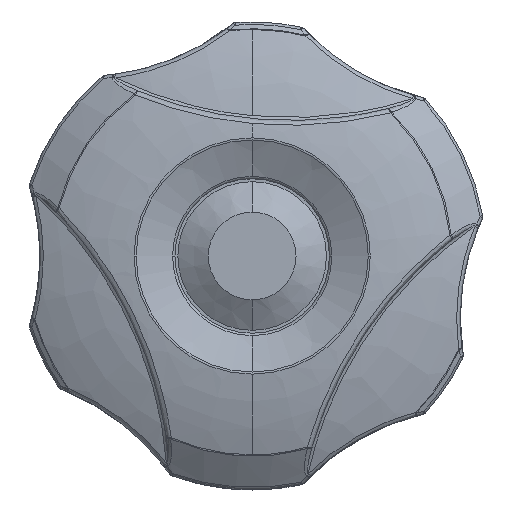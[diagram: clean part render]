
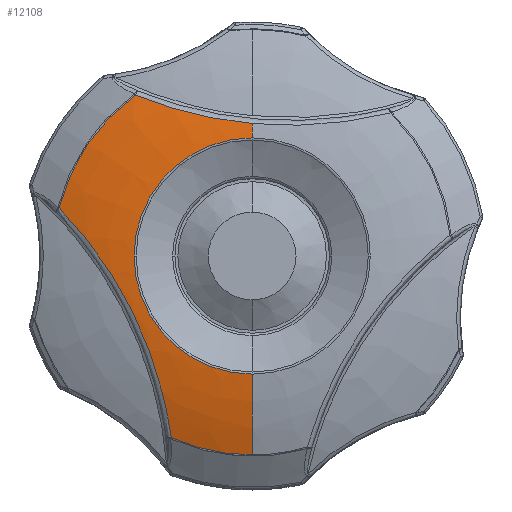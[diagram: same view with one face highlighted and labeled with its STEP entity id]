
A CAD part, left-side view. The second image highlights one B-rep face of the part: STEP entity #12108.
In plain terms, the highlighted toroidal (fillet/blend) face has major radius 6.511 mm and minor radius 30.6 mm.
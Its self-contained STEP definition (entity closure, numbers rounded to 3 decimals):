
#192 = DIRECTION ( 'NONE',  ( 0., 0., -1. ) ) ;
#226 = VERTEX_POINT ( 'NONE', #15461 ) ;
#390 = CARTESIAN_POINT ( 'NONE',  ( -19.949, 16.495, 4.114 ) ) ;
#499 = AXIS2_PLACEMENT_3D ( 'NONE', #5363, #10972, #192 ) ;
#761 = CIRCLE ( 'NONE', #9132, 10.093 ) ;
#772 = DIRECTION ( 'NONE',  ( 0., 0., 1. ) ) ;
#849 = AXIS2_PLACEMENT_3D ( 'NONE', #4803, #7543, #14780 ) ;
#1086 = AXIS2_PLACEMENT_3D ( 'NONE', #14505, #17261, #13749 ) ;
#1146 = B_SPLINE_CURVE_WITH_KNOTS ( 'NONE', 3,
 ( #390, #3212, #3797, #3627, #2448, #7802, #13340, #9238, #16198, #10493, #7975, #16017, #13518, #6509, #8073, #16109, #8830, #14360 ),
 .UNSPECIFIED., .F., .F.,
 ( 4, 2, 2, 2, 2, 2, 2, 2, 4 ),
 ( 0., 0.003, 0.006, 0.008, 0.011, 0.014, 0.017, 0.02, 0.023 ),
 .UNSPECIFIED. ) ;
#1526 = CARTESIAN_POINT ( 'NONE',  ( -21.424, 0., 11.318 ) ) ;
#1620 = CARTESIAN_POINT ( 'NONE',  ( -20.796, 6.794, 12.626 ) ) ;
#1843 = CARTESIAN_POINT ( 'NONE',  ( -19.949, 0., -17.001 ) ) ;
#2050 = CARTESIAN_POINT ( 'NONE',  ( 8.796, 0., 0. ) ) ;
#2259 = CARTESIAN_POINT ( 'NONE',  ( -21.593, 0., -10.093 ) ) ;
#2345 = CARTESIAN_POINT ( 'NONE',  ( -21.593, 0., 0. ) ) ;
#2369 = TOROIDAL_SURFACE ( 'NONE', #4667, 6.511, 30.6 ) ;
#2448 = CARTESIAN_POINT ( 'NONE',  ( -20.997, 13.518, 0.62 ) ) ;
#2589 = AXIS2_PLACEMENT_3D ( 'NONE', #15094, #2702, #17504 ) ;
#2667 = ORIENTED_EDGE ( 'NONE', *, *, #6573, .T. ) ;
#2702 = DIRECTION ( 'NONE',  ( 0., 1., 0. ) ) ;
#2803 = CARTESIAN_POINT ( 'NONE',  ( -21.424, 0., 11.318 ) ) ;
#2888 = CARTESIAN_POINT ( 'NONE',  ( -21.411, 0.863, 11.398 ) ) ;
#2997 = DIRECTION ( 'NONE',  ( 1., 0., 0. ) ) ;
#3212 = CARTESIAN_POINT ( 'NONE',  ( -20.229, 15.869, 3.464 ) ) ;
#3240 = VERTEX_POINT ( 'NONE', #3733 ) ;
#3542 = VERTEX_POINT ( 'NONE', #11123 ) ;
#3609 = DIRECTION ( 'NONE',  ( 0., -1., 0. ) ) ;
#3627 = CARTESIAN_POINT ( 'NONE',  ( -20.846, 14.087, 1.364 ) ) ;
#3733 = CARTESIAN_POINT ( 'NONE',  ( -19.949, 6.914, -15.532 ) ) ;
#3797 = CARTESIAN_POINT ( 'NONE',  ( -20.462, 15.261, 2.784 ) ) ;
#4667 = AXIS2_PLACEMENT_3D ( 'NONE', #2050, #13032, #772 ) ;
#4670 = EDGE_LOOP ( 'NONE', ( #13252, #10069, #16558, #8231, #9562, #2667, #13963, #14083 ) ) ;
#4803 = CARTESIAN_POINT ( 'NONE',  ( 8.796, 0., 6.511 ) ) ;
#5363 = CARTESIAN_POINT ( 'NONE',  ( -19.949, 0., 0. ) ) ;
#5765 = CARTESIAN_POINT ( 'NONE',  ( -19.949, 9.994, 13.753 ) ) ;
#6004 = EDGE_CURVE ( 'NONE', #11065, #10672, #8631, .T. ) ;
#6194 = FACE_OUTER_BOUND ( 'NONE', #4670, .T. ) ;
#6509 = CARTESIAN_POINT ( 'NONE',  ( -20.996, 7.831, -11.044 ) ) ;
#6534 = CARTESIAN_POINT ( 'NONE',  ( -21.593, 10.093, 0. ) ) ;
#6573 = EDGE_CURVE ( 'NONE', #11065, #3542, #15857, .T. ) ;
#6599 = AXIS2_PLACEMENT_3D ( 'NONE', #15384, #2997, #12707 ) ;
#6712 = EDGE_CURVE ( 'NONE', #15575, #3240, #12416, .T. ) ;
#6837 = EDGE_CURVE ( 'NONE', #15575, #16838, #17868, .T. ) ;
#7134 = CARTESIAN_POINT ( 'NONE',  ( -21.259, 3.448, 11.803 ) ) ;
#7543 = DIRECTION ( 'NONE',  ( 0., -1., 0. ) ) ;
#7802 = CARTESIAN_POINT ( 'NONE',  ( -21.225, 12.446, -0.901 ) ) ;
#7975 = CARTESIAN_POINT ( 'NONE',  ( -21.406, 9.361, -6.626 ) ) ;
#8073 = CARTESIAN_POINT ( 'NONE',  ( -20.846, 7.598, -11.939 ) ) ;
#8231 = ORIENTED_EDGE ( 'NONE', *, *, #9010, .T. ) ;
#8631 = CIRCLE ( 'NONE', #849, 30.6 ) ;
#8704 = EDGE_CURVE ( 'NONE', #3542, #226, #16108, .T. ) ;
#8830 = CARTESIAN_POINT ( 'NONE',  ( -20.228, 7.04, -14.638 ) ) ;
#9010 = EDGE_CURVE ( 'NONE', #15310, #10672, #9187, .T. ) ;
#9132 = AXIS2_PLACEMENT_3D ( 'NONE', #2345, #16001, #3609 ) ;
#9187 = CIRCLE ( 'NONE', #1086, 10.093 ) ;
#9238 = CARTESIAN_POINT ( 'NONE',  ( -21.405, 10.996, -3.279 ) ) ;
#9562 = ORIENTED_EDGE ( 'NONE', *, *, #6004, .F. ) ;
#10069 = ORIENTED_EDGE ( 'NONE', *, *, #6837, .T. ) ;
#10493 = CARTESIAN_POINT ( 'NONE',  ( -21.43, 9.737, -5.77 ) ) ;
#10672 = VERTEX_POINT ( 'NONE', #17831 ) ;
#10972 = DIRECTION ( 'NONE',  ( -1., 0., 0. ) ) ;
#11065 = VERTEX_POINT ( 'NONE', #2803 ) ;
#11123 = CARTESIAN_POINT ( 'NONE',  ( -19.949, 9.994, 13.753 ) ) ;
#12108 = ADVANCED_FACE ( 'NONE', ( #6194 ), #2369, .T. ) ;
#12416 = CIRCLE ( 'NONE', #6599, 17.001 ) ;
#12686 = CARTESIAN_POINT ( 'NONE',  ( -20.943, 5.97, 12.391 ) ) ;
#12707 = DIRECTION ( 'NONE',  ( 0., -1., 0. ) ) ;
#13032 = DIRECTION ( 'NONE',  ( -1., 0., 0. ) ) ;
#13252 = ORIENTED_EDGE ( 'NONE', *, *, #6712, .F. ) ;
#13340 = CARTESIAN_POINT ( 'NONE',  ( -21.304, 11.942, -1.681 ) ) ;
#13518 = CARTESIAN_POINT ( 'NONE',  ( -21.224, 8.369, -9.265 ) ) ;
#13749 = DIRECTION ( 'NONE',  ( 0., -1., 0. ) ) ;
#13963 = ORIENTED_EDGE ( 'NONE', *, *, #8704, .T. ) ;
#14035 = CARTESIAN_POINT ( 'NONE',  ( -21.174, 4.297, 11.98 ) ) ;
#14083 = ORIENTED_EDGE ( 'NONE', *, *, #17599, .T. ) ;
#14360 = CARTESIAN_POINT ( 'NONE',  ( -19.949, 6.914, -15.532 ) ) ;
#14505 = CARTESIAN_POINT ( 'NONE',  ( -21.593, 0., 0. ) ) ;
#14780 = DIRECTION ( 'NONE',  ( 1., 0., 0. ) ) ;
#15094 = CARTESIAN_POINT ( 'NONE',  ( 8.796, 0., -6.511 ) ) ;
#15280 = CARTESIAN_POINT ( 'NONE',  ( -20.208, 9.217, 13.441 ) ) ;
#15310 = VERTEX_POINT ( 'NONE', #6534 ) ;
#15384 = CARTESIAN_POINT ( 'NONE',  ( -19.949, 0., 0. ) ) ;
#15456 = CARTESIAN_POINT ( 'NONE',  ( -20.429, 8.417, 13.15 ) ) ;
#15461 = CARTESIAN_POINT ( 'NONE',  ( -19.949, 16.495, 4.114 ) ) ;
#15575 = VERTEX_POINT ( 'NONE', #1843 ) ;
#15857 = B_SPLINE_CURVE_WITH_KNOTS ( 'NONE', 3,
 ( #1526, #2888, #16710, #7134, #14035, #12686, #1620, #15456, #15280, #5765 ),
 .UNSPECIFIED., .F., .F.,
 ( 4, 2, 2, 2, 4 ),
 ( 0.012, 0.015, 0.017, 0.02, 0.023 ),
 .UNSPECIFIED. ) ;
#16001 = DIRECTION ( 'NONE',  ( 1., 0., 0. ) ) ;
#16017 = CARTESIAN_POINT ( 'NONE',  ( -21.304, 8.676, -8.378 ) ) ;
#16108 = CIRCLE ( 'NONE', #499, 17.001 ) ;
#16109 = CARTESIAN_POINT ( 'NONE',  ( -20.463, 7.203, -13.735 ) ) ;
#16198 = CARTESIAN_POINT ( 'NONE',  ( -21.429, 10.555, -4.096 ) ) ;
#16558 = ORIENTED_EDGE ( 'NONE', *, *, #16930, .T. ) ;
#16710 = CARTESIAN_POINT ( 'NONE',  ( -21.377, 1.728, 11.512 ) ) ;
#16838 = VERTEX_POINT ( 'NONE', #2259 ) ;
#16930 = EDGE_CURVE ( 'NONE', #16838, #15310, #761, .T. ) ;
#17261 = DIRECTION ( 'NONE',  ( 1., 0., 0. ) ) ;
#17504 = DIRECTION ( 'NONE',  ( 0., 0., 1. ) ) ;
#17599 = EDGE_CURVE ( 'NONE', #226, #3240, #1146, .T. ) ;
#17831 = CARTESIAN_POINT ( 'NONE',  ( -21.593, 0., 10.093 ) ) ;
#17868 = CIRCLE ( 'NONE', #2589, 30.6 ) ;
